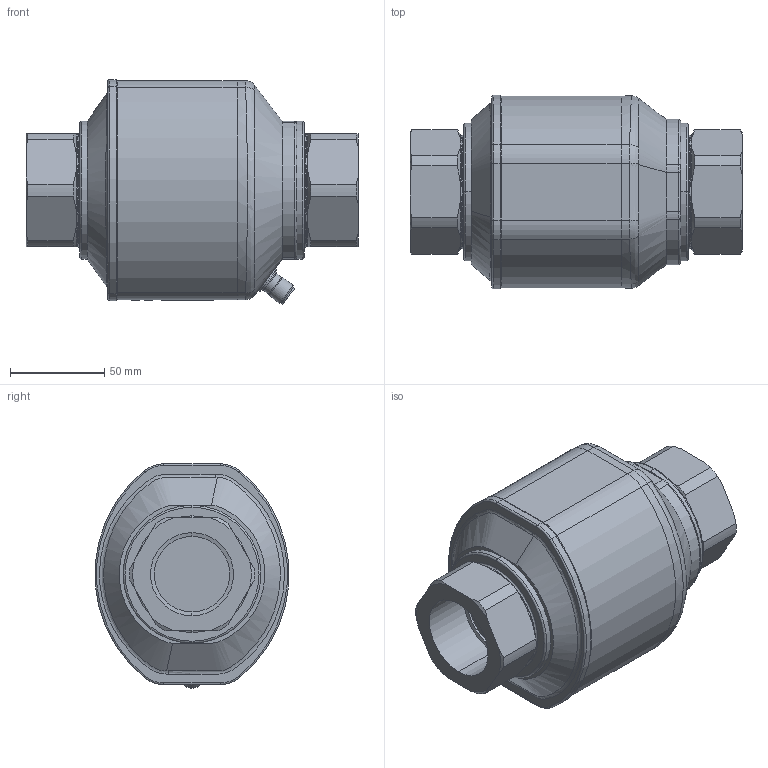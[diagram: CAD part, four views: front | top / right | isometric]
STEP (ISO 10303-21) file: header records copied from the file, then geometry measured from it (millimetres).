
FILE_DESCRIPTION (( 'STEP AP214' ), '1' );
FILE_NAME ('FMM150-1001.STEP', '2015-11-04T17:17:13', ( '' ), ( '' ), 'SwSTEP 2.0', 'SolidWorks 2015', '' );
FILE_SCHEMA (( 'AUTOMOTIVE_DESIGN' ));
Length unit declared in the file: millimetre
Products named in the file (1): FMM150-1001
Bounding box: 175.88 x 102.54 x 118.91 mm (x, y, z)
Volume: 1081430.3 mm3; surface area: 118654.7 mm2
Topology: 10 solids, 12 shells, 283 faces, 693 edges, 424 vertices
Faces by surface type: cylinder 84, plane 69, torus 56, bspline 38, cone 36
Entity records: 12323 total; most frequent: CARTESIAN_POINT 5701, ORIENTED_EDGE 1338, DIRECTION 1315, EDGE_CURVE 669, AXIS2_PLACEMENT_3D 558, VERTEX_POINT 424, CIRCLE 312, EDGE_LOOP 297
